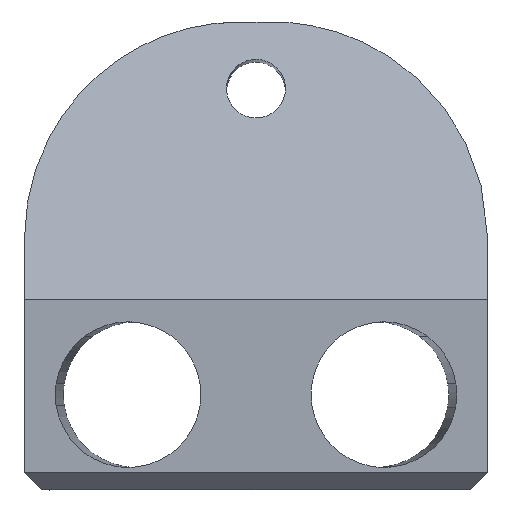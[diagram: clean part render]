
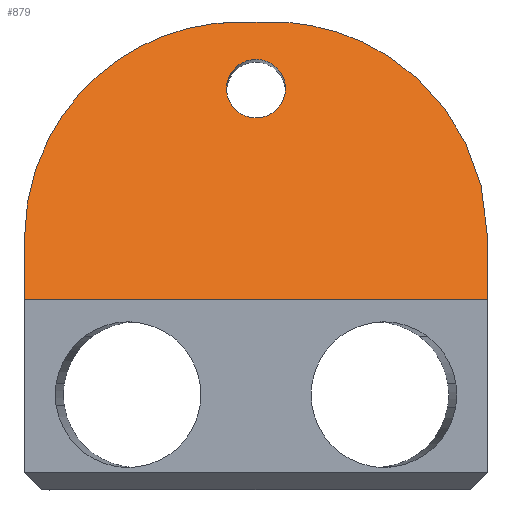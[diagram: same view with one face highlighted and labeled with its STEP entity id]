
A CAD part, left-side view. The second image highlights one B-rep face of the part: STEP entity #879.
In plain terms, the highlighted planar face has unit normal (-0.707, 0, 0.707).
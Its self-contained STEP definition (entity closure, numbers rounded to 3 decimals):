
#20=FACE_BOUND('',#122,.T.);
#26=PLANE('',#1011);
#73=FACE_OUTER_BOUND('',#121,.T.);
#121=EDGE_LOOP('',(#693,#694,#695,#696,#697,#698));
#122=EDGE_LOOP('',(#699));
#140=ELLIPSE('',#910,1.194,0.85);
#204=ELLIPSE('',#1006,8.698,6.15);
#205=ELLIPSE('',#1008,8.698,6.15);
#248=LINE('',#1551,#309);
#249=LINE('',#1552,#310);
#250=LINE('',#1554,#311);
#251=LINE('',#1555,#312);
#309=VECTOR('',#1282,1.);
#310=VECTOR('',#1283,1.);
#311=VECTOR('',#1284,1.);
#312=VECTOR('',#1285,1.);
#334=VERTEX_POINT('',#1338);
#396=VERTEX_POINT('',#1526);
#398=VERTEX_POINT('',#1530);
#399=VERTEX_POINT('',#1534);
#400=VERTEX_POINT('',#1535);
#405=VERTEX_POINT('',#1550);
#406=VERTEX_POINT('',#1553);
#421=EDGE_CURVE('',#334,#334,#140,.T.);
#517=EDGE_CURVE('',#396,#398,#204,.T.);
#518=EDGE_CURVE('',#399,#400,#205,.T.);
#526=EDGE_CURVE('',#396,#405,#248,.T.);
#527=EDGE_CURVE('',#399,#398,#249,.T.);
#528=EDGE_CURVE('',#406,#400,#250,.T.);
#529=EDGE_CURVE('',#405,#406,#251,.T.);
#693=ORIENTED_EDGE('',*,*,#526,.F.);
#694=ORIENTED_EDGE('',*,*,#517,.T.);
#695=ORIENTED_EDGE('',*,*,#527,.F.);
#696=ORIENTED_EDGE('',*,*,#518,.T.);
#697=ORIENTED_EDGE('',*,*,#528,.F.);
#698=ORIENTED_EDGE('',*,*,#529,.F.);
#699=ORIENTED_EDGE('',*,*,#421,.T.);
#879=ADVANCED_FACE('',(#73,#20),#26,.T.);
#910=AXIS2_PLACEMENT_3D('',#1340,#1040,#1041);
#1006=AXIS2_PLACEMENT_3D('',#1532,#1264,#1265);
#1008=AXIS2_PLACEMENT_3D('',#1536,#1268,#1269);
#1011=AXIS2_PLACEMENT_3D('',#1549,#1280,#1281);
#1040=DIRECTION('center_axis',(0.707,0.,
-0.707));
#1041=DIRECTION('ref_axis',(-0.707,0.,-0.707));
#1264=DIRECTION('center_axis',(-0.707,0.,
0.707));
#1265=DIRECTION('ref_axis',(-0.707,-0.013,-0.707));
#1268=DIRECTION('center_axis',(-0.707,0.,
0.707));
#1269=DIRECTION('ref_axis',(0.707,-0.013,0.707));
#1280=DIRECTION('center_axis',(-0.707,0.,
0.707));
#1281=DIRECTION('ref_axis',(0.707,0.,0.707));
#1282=DIRECTION('',(-0.707,-0.006,-0.707));
#1283=DIRECTION('',(0.,-1.,0.));
#1284=DIRECTION('',(0.707,-0.006,0.707));
#1285=DIRECTION('',(0.,1.,0.));
#1338=CARTESIAN_POINT('',(-6.842,-0.85,5.438));
#1340=CARTESIAN_POINT('Origin',(-6.842,0.,5.438));
#1526=CARTESIAN_POINT('',(-11.069,-6.673,1.211));
#1530=CARTESIAN_POINT('',(-4.919,-0.468,7.361));
#1532=CARTESIAN_POINT('Origin',(-11.069,-0.523,1.211));
#1534=CARTESIAN_POINT('',(-4.919,0.468,7.361));
#1535=CARTESIAN_POINT('',(-11.069,6.673,1.211));
#1536=CARTESIAN_POINT('Origin',(-11.069,0.523,1.211));
#1549=CARTESIAN_POINT('Origin',(-6.833,0.,
5.447));
#1550=CARTESIAN_POINT('',(-12.919,-6.69,-0.639));
#1551=CARTESIAN_POINT('',(-6.874,-6.636,5.406));
#1552=CARTESIAN_POINT('',(-4.919,0.,7.361));
#1553=CARTESIAN_POINT('',(-12.919,6.69,-0.639));
#1554=CARTESIAN_POINT('',(-6.874,6.636,5.406));
#1555=CARTESIAN_POINT('',(-12.919,0.,-0.639));
